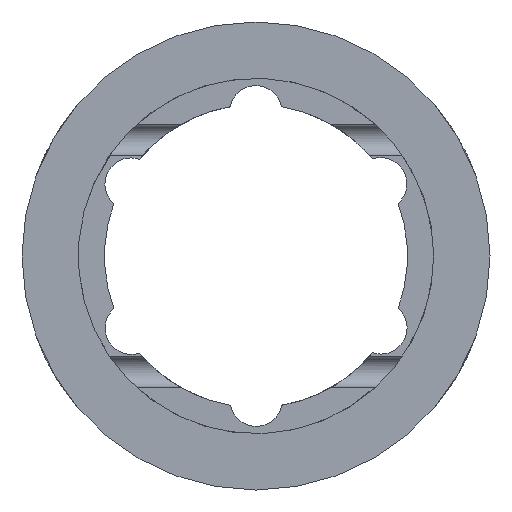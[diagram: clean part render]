
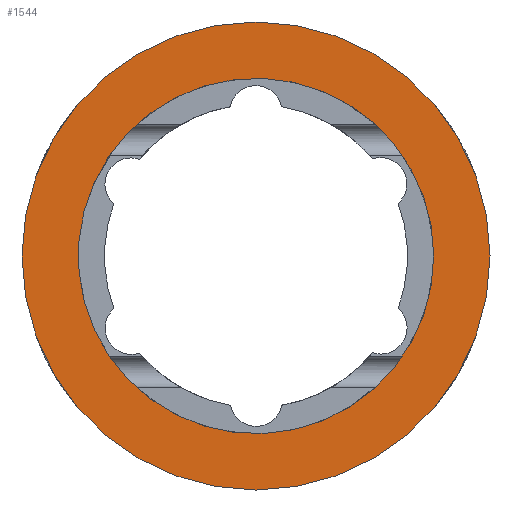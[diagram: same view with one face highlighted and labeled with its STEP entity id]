
A CAD part, front view. The second image highlights one B-rep face of the part: STEP entity #1544.
In plain terms, the highlighted planar face has unit normal (0, -1, 0).
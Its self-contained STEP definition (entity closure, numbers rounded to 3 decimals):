
#19=PLANE('',#1716);
#45=CIRCLE('',#1653,35.31);
#107=CIRCLE('',#1717,46.5);
#183=FACE_BOUND('',#455,.T.);
#363=FACE_OUTER_BOUND('',#454,.T.);
#454=EDGE_LOOP('',(#1095));
#455=EDGE_LOOP('',(#1096));
#585=VERTEX_POINT('',#2828);
#647=VERTEX_POINT('',#2954);
#763=EDGE_CURVE('',#585,#585,#45,.T.);
#825=EDGE_CURVE('',#647,#647,#107,.T.);
#1095=ORIENTED_EDGE('',*,*,#825,.T.);
#1096=ORIENTED_EDGE('',*,*,#763,.T.);
#1544=ADVANCED_FACE('',(#363,#183),#19,.F.);
#1653=AXIS2_PLACEMENT_3D('',#2829,#1946,#1947);
#1716=AXIS2_PLACEMENT_3D('',#2953,#2072,#2073);
#1717=AXIS2_PLACEMENT_3D('',#2955,#2074,#2075);
#1946=DIRECTION('center_axis',(0.,1.,0.));
#1947=DIRECTION('ref_axis',(-1.,0.,0.));
#2072=DIRECTION('center_axis',(0.,1.,0.));
#2073=DIRECTION('ref_axis',(0.,0.,1.));
#2074=DIRECTION('center_axis',(0.,-1.,0.));
#2075=DIRECTION('ref_axis',(-1.,0.,0.));
#2828=CARTESIAN_POINT('',(35.31,-6.,0.));
#2829=CARTESIAN_POINT('Origin',(0.,-6.,0.));
#2953=CARTESIAN_POINT('Origin',(0.,-6.,0.));
#2954=CARTESIAN_POINT('',(46.5,-6.,0.));
#2955=CARTESIAN_POINT('Origin',(0.,-6.,0.));
